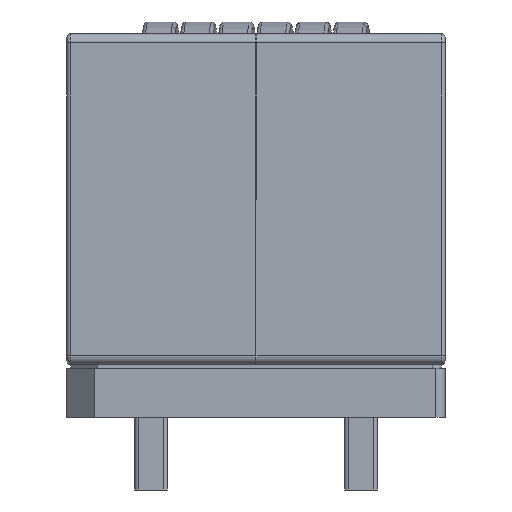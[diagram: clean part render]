
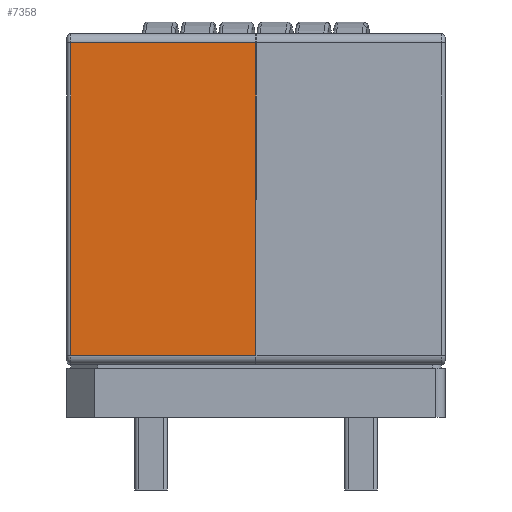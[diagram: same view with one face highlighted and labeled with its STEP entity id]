
A CAD part, left-side view. The second image highlights one B-rep face of the part: STEP entity #7358.
In plain terms, the highlighted face is planar.
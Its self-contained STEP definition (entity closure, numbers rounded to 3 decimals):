
#1585=ORIENTED_EDGE('',*,*,#3501,.T.);
#1586=ORIENTED_EDGE('',*,*,#3502,.T.);
#1587=ORIENTED_EDGE('',*,*,#3503,.T.);
#1588=ORIENTED_EDGE('',*,*,#3485,.F.);
#3485=EDGE_CURVE('',#4472,#4473,#5176,.T.);
#3501=EDGE_CURVE('',#4472,#4484,#5182,.F.);
#3502=EDGE_CURVE('',#4484,#4485,#5183,.T.);
#3503=EDGE_CURVE('',#4485,#4473,#5184,.T.);
#4472=VERTEX_POINT('',#16926);
#4473=VERTEX_POINT('',#16927);
#4484=VERTEX_POINT('',#16956);
#4485=VERTEX_POINT('',#16958);
#5176=LINE('',#16925,#5675);
#5182=LINE('',#16955,#5681);
#5183=LINE('',#16957,#5682);
#5184=LINE('',#16959,#5683);
#5675=VECTOR('',#10649,1000.);
#5681=VECTOR('',#10679,1000.);
#5682=VECTOR('',#10680,1000.);
#5683=VECTOR('',#10681,1000.);
#6122=EDGE_LOOP('',(#1585,#1586,#1587,#1588));
#6621=FACE_BOUND('',#6122,.T.);
#7077=PLANE('',#9938);
#7358=ADVANCED_FACE('',(#6621),#7077,.T.);
#9938=AXIS2_PLACEMENT_3D('',#16954,#10677,#10678);
#10649=DIRECTION('',(0.,-1.,0.));
#10677=DIRECTION('',(1.,0.,0.));
#10678=DIRECTION('',(0.,1.,0.));
#10679=DIRECTION('',(0.,0.,-1.));
#10680=DIRECTION('',(0.,-1.,0.));
#10681=DIRECTION('',(0.,0.,-1.));
#16925=CARTESIAN_POINT('',(12.5,9.1,-5.2));
#16926=CARTESIAN_POINT('',(12.5,8.6,-5.2));
#16927=CARTESIAN_POINT('',(12.5,-8.6,-5.2));
#16954=CARTESIAN_POINT('',(12.5,9.1,5.2));
#16955=CARTESIAN_POINT('',(12.5,8.6,5.2));
#16956=CARTESIAN_POINT('',(12.5,8.6,5.));
#16957=CARTESIAN_POINT('',(12.5,-8.6,5.));
#16958=CARTESIAN_POINT('',(12.5,-8.6,5.));
#16959=CARTESIAN_POINT('',(12.5,-8.6,5.2));
